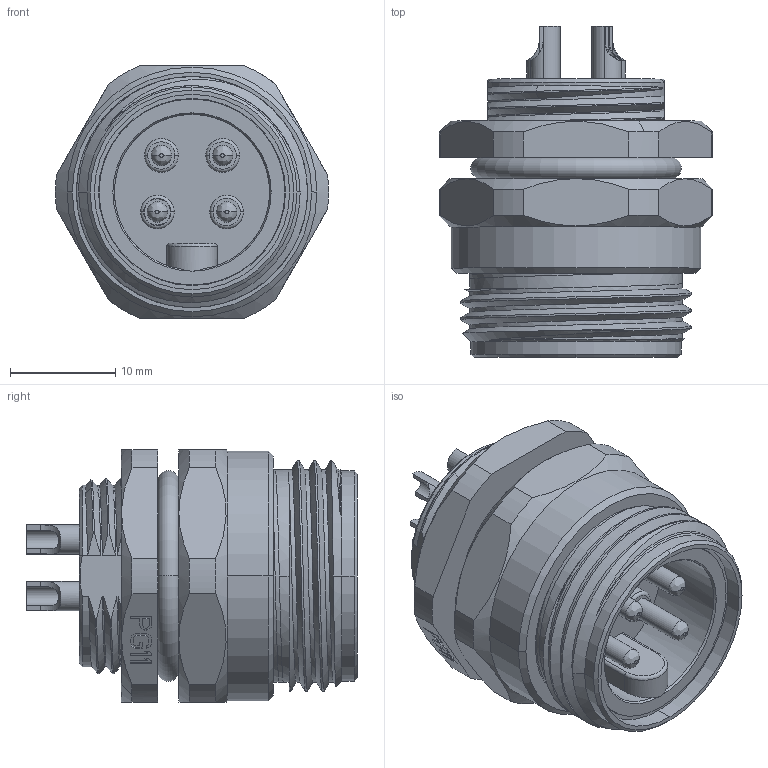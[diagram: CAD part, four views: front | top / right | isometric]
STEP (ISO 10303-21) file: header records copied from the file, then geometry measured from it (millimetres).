
FILE_DESCRIPTION((''),'2;1');
FILE_NAME('7_8-M04-BK-PG11_SW0001','2024-03-20T',('13288'),(''),'PRO/ENGINEER BY PARAMETRIC TECHNOLOGY CORPORATION, 2012480','PRO/ENGINEER BY PARAMETRIC TECHNOLOGY CORPORATION, 2012480','');
FILE_SCHEMA(('CONFIG_CONTROL_DESIGN'));
Length unit declared in the file: inch
Products named in the file (1): 7_8-M04-BK-PG11_SW0001
Bounding box: 26 x 31.5 x 24 mm (x, y, z)
Volume: 8692.5 mm3; surface area: 6349.5 mm2
Topology: 1 solids, 2 shells, 427 faces, 1233 edges, 803 vertices
Faces by surface type: plane 229, cylinder 109, bspline 45, cone 29, torus 14, extrusion 1
Entity records: 18837 total; most frequent: CARTESIAN_POINT 7972, ORIENTED_EDGE 2450, DIRECTION 1980, EDGE_CURVE 1225, VERTEX_POINT 803, VECTOR 750, LINE 749, AXIS2_PLACEMENT_3D 615
